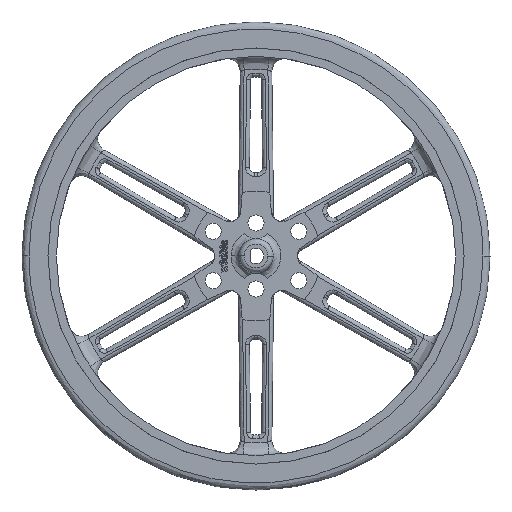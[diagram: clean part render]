
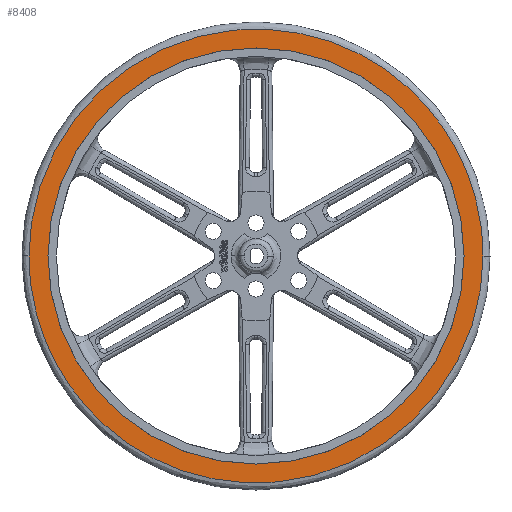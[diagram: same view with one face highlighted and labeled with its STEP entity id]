
A CAD part, left-side view. The second image highlights one B-rep face of the part: STEP entity #8408.
In plain terms, the highlighted planar face has unit normal (-1, 0, 0).
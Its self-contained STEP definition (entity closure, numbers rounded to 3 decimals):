
#533 = DIRECTION ( 'NONE',  ( 0., -1., 0. ) ) ;
#836 = VERTEX_POINT ( 'NONE', #13713 ) ;
#859 = AXIS2_PLACEMENT_3D ( 'NONE', #12084, #5219, #14607 ) ;
#1291 = DIRECTION ( 'NONE',  ( -1., 0., 0. ) ) ;
#2308 =( BOUNDED_CURVE ( )  B_SPLINE_CURVE ( 3, ( #15520, #22486, #8626, #20343 ),
 .UNSPECIFIED., .F., .T. ) 
 B_SPLINE_CURVE_WITH_KNOTS ( ( 4, 4 ),
 ( 0.5, 1. ),
 .UNSPECIFIED. ) 
 CURVE ( )  GEOMETRIC_REPRESENTATION_ITEM ( )  RATIONAL_B_SPLINE_CURVE ( ( 1., 0.333, 0.333, 1. ) ) 
 REPRESENTATION_ITEM ( '' )  );
#5068 = EDGE_CURVE ( 'NONE', #22410, #11392, #10818, .T. ) ;
#5219 = DIRECTION ( 'NONE',  ( 1., 0., 0. ) ) ;
#5411 = CARTESIAN_POINT ( 'NONE',  ( -5., 43.65, 0. ) ) ;
#7813 = ORIENTED_EDGE ( 'NONE', *, *, #19151, .F. ) ;
#8408 = ADVANCED_FACE ( 'NONE', ( #26253, #15431 ), #19355, .F. ) ;
#8626 = CARTESIAN_POINT ( 'NONE',  ( -5., 43.65, -87.3 ) ) ;
#9020 = ORIENTED_EDGE ( 'NONE', *, *, #13003, .F. ) ;
#9818 = EDGE_LOOP ( 'NONE', ( #9020, #7813 ) ) ;
#10735 = EDGE_CURVE ( 'NONE', #11392, #22410, #18241, .T. ) ;
#10818 = CIRCLE ( 'NONE', #24026, 40.01 ) ;
#11392 = VERTEX_POINT ( 'NONE', #20076 ) ;
#11973 = ORIENTED_EDGE ( 'NONE', *, *, #5068, .F. ) ;
#12084 = CARTESIAN_POINT ( 'NONE',  ( -5., -43.65, 0. ) ) ;
#12395 = CARTESIAN_POINT ( 'NONE',  ( -5., -43.65, 87.3 ) ) ;
#12462 = DIRECTION ( 'NONE',  ( 0., -1., 0. ) ) ;
#13003 = EDGE_CURVE ( 'NONE', #836, #24442, #28985, .T. ) ;
#13713 = CARTESIAN_POINT ( 'NONE',  ( -5., 43.65, 0. ) ) ;
#14520 = CARTESIAN_POINT ( 'NONE',  ( -5., 43.65, 87.3 ) ) ;
#14607 = DIRECTION ( 'NONE',  ( 0., 1., 0. ) ) ;
#15239 = EDGE_LOOP ( 'NONE', ( #11973, #15362 ) ) ;
#15299 = CARTESIAN_POINT ( 'NONE',  ( -5., -43.65, 0. ) ) ;
#15362 = ORIENTED_EDGE ( 'NONE', *, *, #10735, .F. ) ;
#15431 = FACE_BOUND ( 'NONE', #15239, .T. ) ;
#15520 = CARTESIAN_POINT ( 'NONE',  ( -5., -43.65, 0. ) ) ;
#15785 = AXIS2_PLACEMENT_3D ( 'NONE', #29012, #1291, #12462 ) ;
#18241 = CIRCLE ( 'NONE', #15785, 40.01 ) ;
#19151 = EDGE_CURVE ( 'NONE', #24442, #836, #2308, .T. ) ;
#19355 = PLANE ( 'NONE',  #859 ) ;
#20076 = CARTESIAN_POINT ( 'NONE',  ( -5., 40.01, 0. ) ) ;
#20343 = CARTESIAN_POINT ( 'NONE',  ( -5., 43.65, 0. ) ) ;
#22410 = VERTEX_POINT ( 'NONE', #27019 ) ;
#22486 = CARTESIAN_POINT ( 'NONE',  ( -5., -43.65, -87.3 ) ) ;
#24026 = AXIS2_PLACEMENT_3D ( 'NONE', #28562, #26125, #533 ) ;
#24442 = VERTEX_POINT ( 'NONE', #15299 ) ;
#26125 = DIRECTION ( 'NONE',  ( -1., 0., 0. ) ) ;
#26253 = FACE_OUTER_BOUND ( 'NONE', #9818, .T. ) ;
#27019 = CARTESIAN_POINT ( 'NONE',  ( -5., -40.01, 0. ) ) ;
#28539 = CARTESIAN_POINT ( 'NONE',  ( -5., -43.65, 0. ) ) ;
#28562 = CARTESIAN_POINT ( 'NONE',  ( -5., 0., 0. ) ) ;
#28985 =( BOUNDED_CURVE ( )  B_SPLINE_CURVE ( 3, ( #5411, #14520, #12395, #28539 ),
 .UNSPECIFIED., .F., .F. ) 
 B_SPLINE_CURVE_WITH_KNOTS ( ( 4, 4 ),
 ( 0., 0.5 ),
 .UNSPECIFIED. ) 
 CURVE ( )  GEOMETRIC_REPRESENTATION_ITEM ( )  RATIONAL_B_SPLINE_CURVE ( ( 1., 0.333, 0.333, 1. ) ) 
 REPRESENTATION_ITEM ( '' )  );
#29012 = CARTESIAN_POINT ( 'NONE',  ( -5., 0., 0. ) ) ;
